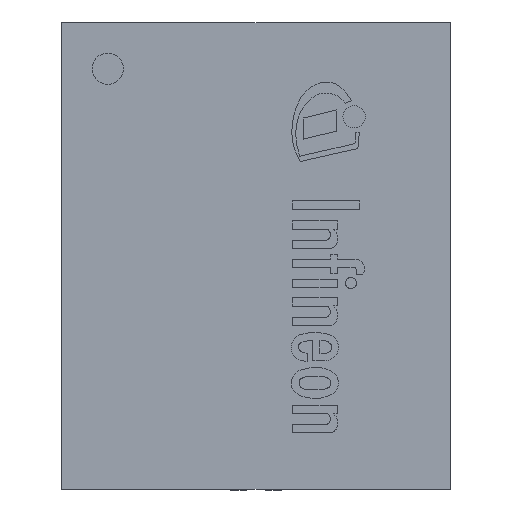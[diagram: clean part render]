
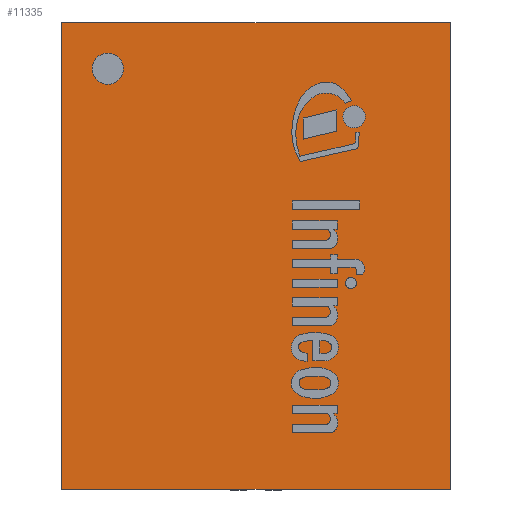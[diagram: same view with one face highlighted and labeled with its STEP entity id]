
A CAD part, top view. The second image highlights one B-rep face of the part: STEP entity #11335.
In plain terms, the highlighted planar face has unit normal (0, 0, 1).
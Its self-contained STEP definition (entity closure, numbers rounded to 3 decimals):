
#73=FACE_BOUND('',#1853,.T.);
#453=CIRCLE('',#12300,0.2);
#1214=FACE_OUTER_BOUND('',#1852,.T.);
#1852=EDGE_LOOP('',(#9090,#9091,#9092,#9093));
#1853=EDGE_LOOP('',(#9094));
#2758=LINE('',#17957,#3922);
#2761=LINE('',#17963,#3925);
#2764=LINE('',#17969,#3928);
#2767=LINE('',#17973,#3931);
#3922=VECTOR('',#14648,1.);
#3925=VECTOR('',#14653,1.);
#3928=VECTOR('',#14658,1.);
#3931=VECTOR('',#14663,1.);
#5077=VERTEX_POINT('',#17945);
#5081=VERTEX_POINT('',#17954);
#5082=VERTEX_POINT('',#17956);
#5084=VERTEX_POINT('',#17962);
#5086=VERTEX_POINT('',#17968);
#6494=EDGE_CURVE('',#5077,#5077,#453,.T.);
#6498=EDGE_CURVE('',#5082,#5081,#2758,.T.);
#6501=EDGE_CURVE('',#5084,#5082,#2761,.T.);
#6504=EDGE_CURVE('',#5086,#5084,#2764,.T.);
#6507=EDGE_CURVE('',#5081,#5086,#2767,.T.);
#9090=ORIENTED_EDGE('',*,*,#6507,.T.);
#9091=ORIENTED_EDGE('',*,*,#6504,.T.);
#9092=ORIENTED_EDGE('',*,*,#6501,.T.);
#9093=ORIENTED_EDGE('',*,*,#6498,.T.);
#9094=ORIENTED_EDGE('',*,*,#6494,.T.);
#10803=PLANE('',#12308);
#11335=ADVANCED_FACE('',(#1214,#73),#10803,.T.);
#12300=AXIS2_PLACEMENT_3D('',#17946,#14638,#14639);
#12308=AXIS2_PLACEMENT_3D('',#17975,#14666,#14667);
#14638=DIRECTION('center_axis',(0.,0.,-1.));
#14639=DIRECTION('ref_axis',(0.,1.,0.));
#14648=DIRECTION('',(1.,0.,0.));
#14653=DIRECTION('',(0.,-1.,0.));
#14658=DIRECTION('',(-1.,0.,0.));
#14663=DIRECTION('',(0.,1.,0.));
#14666=DIRECTION('center_axis',(0.,0.,1.));
#14667=DIRECTION('ref_axis',(0.,-1.,0.));
#17945=CARTESIAN_POINT('',(-1.9,2.2,1.));
#17946=CARTESIAN_POINT('Origin',(-1.9,2.4,1.));
#17954=CARTESIAN_POINT('',(2.49,-2.99,1.));
#17956=CARTESIAN_POINT('',(-2.49,-2.99,1.));
#17957=CARTESIAN_POINT('',(2.49,-2.99,1.));
#17962=CARTESIAN_POINT('',(-2.49,2.99,1.));
#17963=CARTESIAN_POINT('',(-2.49,-2.99,1.));
#17968=CARTESIAN_POINT('',(2.49,2.99,1.));
#17969=CARTESIAN_POINT('',(-2.49,2.99,1.));
#17973=CARTESIAN_POINT('',(2.49,2.99,1.));
#17975=CARTESIAN_POINT('Origin',(0.,0.,1.));
